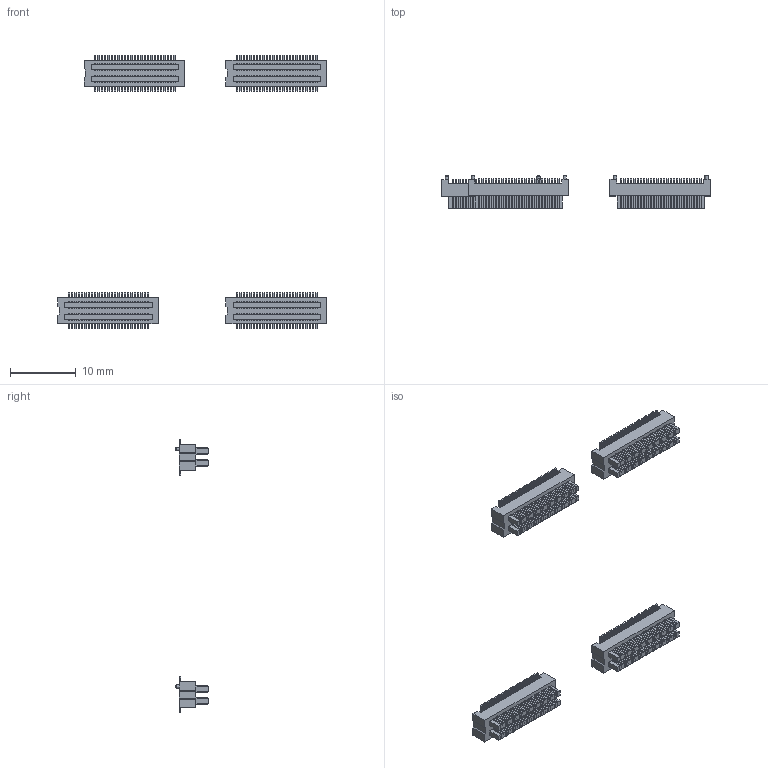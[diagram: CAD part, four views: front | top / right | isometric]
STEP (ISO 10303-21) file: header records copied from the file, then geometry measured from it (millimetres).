
FILE_DESCRIPTION(/* description */ (''),/* implementation_level */ '2;1');
FILE_NAME(/* name */ 'alchitry-element.step',/* time_stamp */ '2024-03-26T15:16:12+01:00',/* author */ (''),/* organization */ (''),/* preprocessor_version */ 'ST-DEVELOPER v20',/* originating_system */ 'Autodesk Translation Framework v12.20.1.177',/* authorisation */ '');
FILE_SCHEMA (('AUTOMOTIVE_DESIGN { 1 0 10303 214 3 1 1 }'));
Length unit declared in the file: millimetre
Products named in the file (5): alchitry-element; PRT-16890 v5; PRT-16890 v5 (1); PRT-16890 v5 (2); PRT-16890 v5 (3)
Assembly tree (4 placements, depth 2):
  alchitry-element
    PRT-16890 v5
    PRT-16890 v5 (1)
    PRT-16890 v5 (2)
    PRT-16890 v5 (3)
Bounding box: 40.7 x 5 x 41.4 mm (x, y, z)
Volume: 827.4 mm3; surface area: 3660.7 mm2
Topology: 204 solids, 204 shells, 1720 faces, 3888 edges, 2588 vertices
Faces by surface type: plane 1704, cone 8, cylinder 8
Full cylindrical faces by diameter (mm): 0.5 x8
Entity records: 46987 total; most frequent: CARTESIAN_POINT 8205, ORIENTED_EDGE 7776, DIRECTION 7374, EDGE_CURVE 3888, LINE 3860, VECTOR 3860, VERTEX_POINT 2588, AXIS2_PLACEMENT_3D 1757
